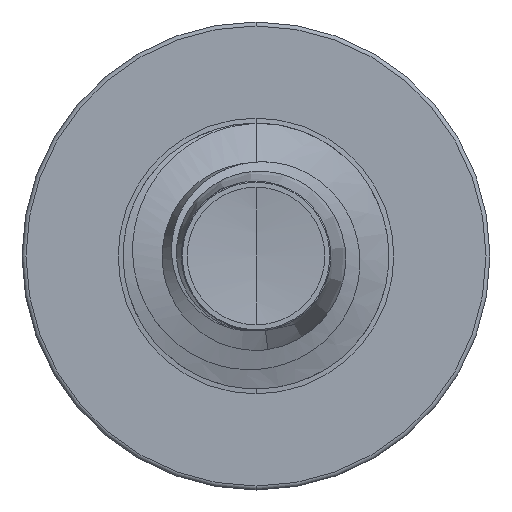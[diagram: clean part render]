
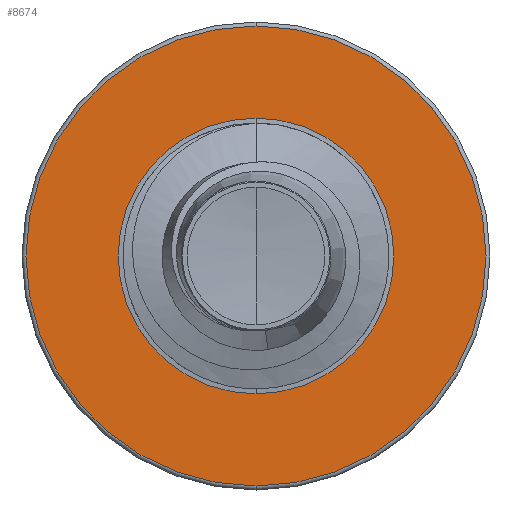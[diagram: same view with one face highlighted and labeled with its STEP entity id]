
A CAD part, front view. The second image highlights one B-rep face of the part: STEP entity #8674.
In plain terms, the highlighted planar face has unit normal (0, -1, 0).
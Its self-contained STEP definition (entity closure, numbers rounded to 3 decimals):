
#222 = VERTEX_POINT ( 'NONE', #8750 ) ;
#690 = CARTESIAN_POINT ( 'NONE',  ( 0., 3.5, -2.163 ) ) ;
#917 = CIRCLE ( 'NONE', #3495, 2.163 ) ;
#1101 = DIRECTION ( 'NONE',  ( 0., 0., 1. ) ) ;
#1129 = DIRECTION ( 'NONE',  ( 0., 1., 0. ) ) ;
#1135 = CARTESIAN_POINT ( 'NONE',  ( 0., 3.5, 0. ) ) ;
#1231 = EDGE_LOOP ( 'NONE', ( #6338, #2380 ) ) ;
#1459 = CARTESIAN_POINT ( 'NONE',  ( 0., 3.5, 2.163 ) ) ;
#1838 = DIRECTION ( 'NONE',  ( 0., 0., 1. ) ) ;
#1858 = DIRECTION ( 'NONE',  ( 0., 1., 0. ) ) ;
#1860 = CARTESIAN_POINT ( 'NONE',  ( 0., 3.5, 0. ) ) ;
#1969 = ORIENTED_EDGE ( 'NONE', *, *, #9201, .T. ) ;
#2005 = DIRECTION ( 'NONE',  ( 0., 0., 1. ) ) ;
#2022 = DIRECTION ( 'NONE',  ( 0., 1., 0. ) ) ;
#2026 = CARTESIAN_POINT ( 'NONE',  ( 0., 3.5, 0. ) ) ;
#2380 = ORIENTED_EDGE ( 'NONE', *, *, #9739, .F. ) ;
#3448 = DIRECTION ( 'NONE',  ( 0., 0., 1. ) ) ;
#3465 = DIRECTION ( 'NONE',  ( 0., 1., 0. ) ) ;
#3495 = AXIS2_PLACEMENT_3D ( 'NONE', #11008, #10944, #10776 ) ;
#3531 = CARTESIAN_POINT ( 'NONE',  ( 0., 3.5, -1.296 ) ) ;
#3652 = PLANE ( 'NONE',  #4950 ) ;
#3883 = ORIENTED_EDGE ( 'NONE', *, *, #10031, .T. ) ;
#4644 = AXIS2_PLACEMENT_3D ( 'NONE', #1860, #1858, #1838 ) ;
#4668 = AXIS2_PLACEMENT_3D ( 'NONE', #2026, #2022, #2005 ) ;
#4880 = CARTESIAN_POINT ( 'NONE',  ( 0., 3.5, 1.296 ) ) ;
#4950 = AXIS2_PLACEMENT_3D ( 'NONE', #3531, #3465, #3448 ) ;
#6338 = ORIENTED_EDGE ( 'NONE', *, *, #9206, .F. ) ;
#6418 = AXIS2_PLACEMENT_3D ( 'NONE', #1135, #1129, #1101 ) ;
#7701 = EDGE_LOOP ( 'NONE', ( #1969, #3883 ) ) ;
#8349 = FACE_BOUND ( 'NONE', #7701, .T. ) ;
#8674 = ADVANCED_FACE ( 'NONE', ( #10172, #8349 ), #3652, .F. ) ;
#8750 = CARTESIAN_POINT ( 'NONE',  ( 0., 3.5, -1.296 ) ) ;
#9201 = EDGE_CURVE ( 'NONE', #10279, #222, #9799, .T. ) ;
#9206 = EDGE_CURVE ( 'NONE', #9234, #9267, #10626, .T. ) ;
#9234 = VERTEX_POINT ( 'NONE', #1459 ) ;
#9267 = VERTEX_POINT ( 'NONE', #690 ) ;
#9739 = EDGE_CURVE ( 'NONE', #9267, #9234, #917, .T. ) ;
#9799 = CIRCLE ( 'NONE', #4668, 1.296 ) ;
#10031 = EDGE_CURVE ( 'NONE', #222, #10279, #10321, .T. ) ;
#10172 = FACE_OUTER_BOUND ( 'NONE', #1231, .T. ) ;
#10279 = VERTEX_POINT ( 'NONE', #4880 ) ;
#10321 = CIRCLE ( 'NONE', #6418, 1.296 ) ;
#10626 = CIRCLE ( 'NONE', #4644, 2.163 ) ;
#10776 = DIRECTION ( 'NONE',  ( 0., 0., 1. ) ) ;
#10944 = DIRECTION ( 'NONE',  ( 0., 1., 0. ) ) ;
#11008 = CARTESIAN_POINT ( 'NONE',  ( 0., 3.5, 0. ) ) ;
